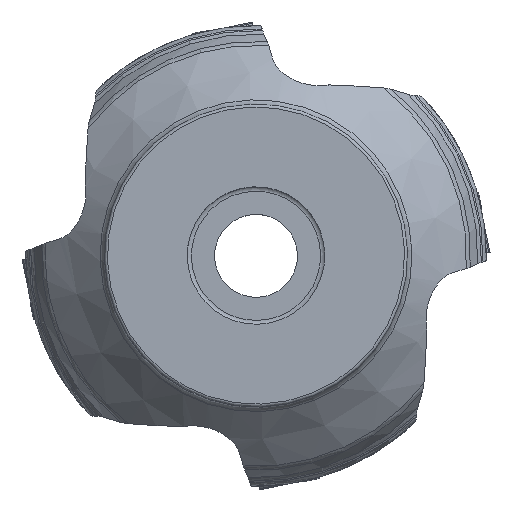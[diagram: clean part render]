
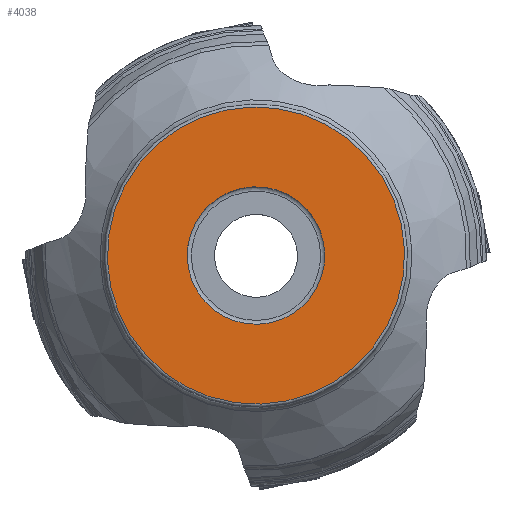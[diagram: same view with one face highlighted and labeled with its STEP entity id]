
A CAD part, top view. The second image highlights one B-rep face of the part: STEP entity #4038.
In plain terms, the highlighted planar face has unit normal (0, 0, 1).
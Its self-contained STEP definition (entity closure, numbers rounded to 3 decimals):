
#1391=FACE_BOUND('',#7953,.T.);
#1392=FACE_BOUND('',#7954,.T.);
#4038=ADVANCED_FACE('CU_BACK_F001',(#1391,#1392),#4447,.F.);
#4447=PLANE('',#32008);
#7953=EDGE_LOOP('',(#18819));
#7954=EDGE_LOOP('',(#18820));
#9552=CIRCLE('',#29758,9.53);
#10530=CIRCLE('',#32006,20.6);
#18819=ORIENTED_EDGE('',*,*,#23072,.F.);
#18820=ORIENTED_EDGE('',*,*,#26026,.T.);
#20022=VERTEX_POINT('',#46640);
#21757=VERTEX_POINT('',#64544);
#23072=EDGE_CURVE('',#20022,#20022,#9552,.T.);
#26026=EDGE_CURVE('',#21757,#21757,#10530,.T.);
#29758=AXIS2_PLACEMENT_3D('',#46639,#34137,#34138);
#32006=AXIS2_PLACEMENT_3D('',#64543,#39565,#39566);
#32008=AXIS2_PLACEMENT_3D('',#64546,#39569,#39570);
#34137=DIRECTION('',(0.,0.,1.));
#34138=DIRECTION('',(0.978,0.208,0.));
#39565=DIRECTION('',(0.,0.,1.));
#39566=DIRECTION('',(0.978,0.208,0.));
#39569=DIRECTION('',(0.,0.,-1.));
#39570=DIRECTION('',(-0.978,-0.208,0.));
#46639=CARTESIAN_POINT('',(0.,0.,
0.));
#46640=CARTESIAN_POINT('',(9.322,1.981,0.));
#64543=CARTESIAN_POINT('',(0.,0.,
0.));
#64544=CARTESIAN_POINT('',(20.15,4.283,0.));
#64546=CARTESIAN_POINT('',(-20.5,0.,0.));
